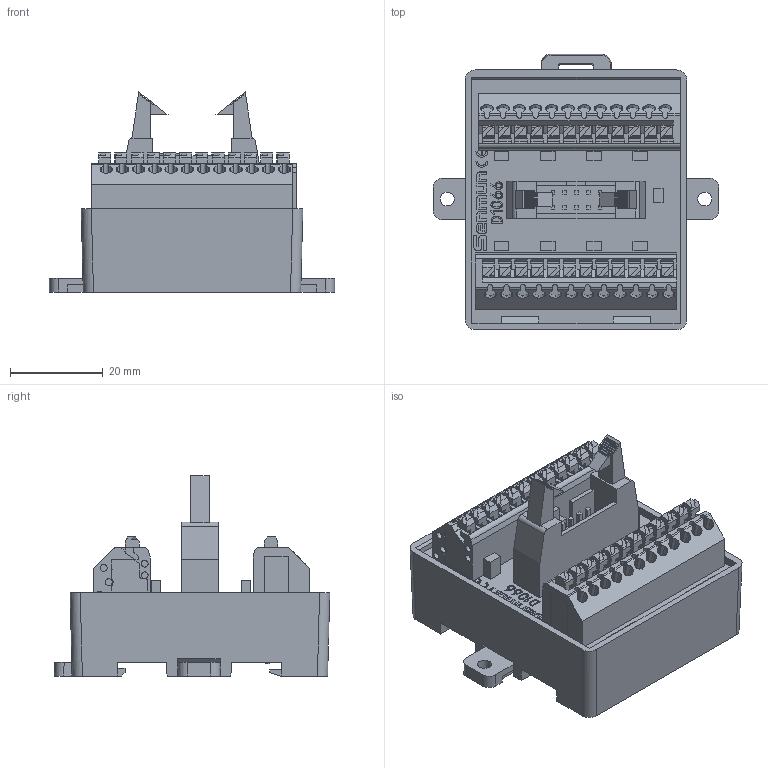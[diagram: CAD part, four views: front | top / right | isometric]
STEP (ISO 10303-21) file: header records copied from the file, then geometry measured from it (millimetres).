
FILE_DESCRIPTION(/* description */ (''),/* implementation_level */ '2;1');
FILE_NAME(/* name */ 'D1066-E.stp',/* time_stamp */ '2024-08-13T15:01:42+08:00',/* author */ (''),/* organization */ (''),/* preprocessor_version */ 'ST-DEVELOPER v14',/* originating_system */ 'SIEMENS PLM Software NX 8.0',/* authorisation */ '');
FILE_SCHEMA (('AUTOMOTIVE_DESIGN { 1 0 10303 214 3 1 1 1 }'));
Length unit declared in the file: millimetre
Products named in the file (1): D1066-E 3D_stp
Bounding box: 61.6 x 59.51 x 43.25 mm (x, y, z)
Volume: 53680.3 mm3; surface area: 20686.5 mm2
Topology: 3 solids, 4 shells, 1730 faces, 4910 edges, 3248 vertices
Faces by surface type: plane 1469, cylinder 241, extrusion 14, cone 4, bspline 2
Full cylindrical faces by diameter (mm): 1.497 x6, 3 x2
Entity records: 57523 total; most frequent: CARTESIAN_POINT 10720, ORIENTED_EDGE 9788, DIRECTION 8848, EDGE_CURVE 4894, VECTOR 4358, LINE 4344, VERTEX_POINT 3248, AXIS2_PLACEMENT_3D 2245
